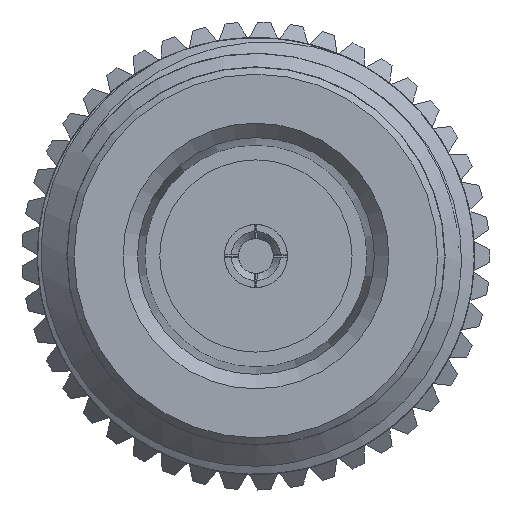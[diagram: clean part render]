
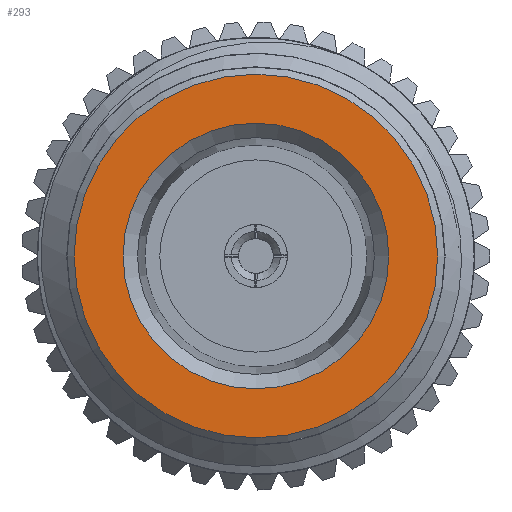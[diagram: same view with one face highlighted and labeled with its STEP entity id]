
A CAD part, left-side view. The second image highlights one B-rep face of the part: STEP entity #293.
In plain terms, the highlighted planar face has unit normal (-1, 0, 0).
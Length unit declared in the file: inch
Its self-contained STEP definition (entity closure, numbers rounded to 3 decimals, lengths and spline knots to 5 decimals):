
#293 = ADVANCED_FACE ( 'NONE', ( #4494, #881 ), #4615, .T. ) ;
#598 = DIRECTION ( 'NONE',  ( 1., 0., 0. ) ) ;
#881 = FACE_OUTER_BOUND ( 'NONE', #5128, .T. ) ;
#2008 = VERTEX_POINT ( 'NONE', #2599 ) ;
#2253 = EDGE_CURVE ( 'NONE', #2008, #2008, #2722, .T. ) ;
#2541 = CARTESIAN_POINT ( 'NONE',  ( 0., 0., 0. ) ) ;
#2599 = CARTESIAN_POINT ( 'NONE',  ( 0., 0., -0.26 ) ) ;
#2722 = CIRCLE ( 'NONE', #7141, 0.26 ) ;
#2970 = AXIS2_PLACEMENT_3D ( 'NONE', #3927, #4964, #4579 ) ;
#3006 = ORIENTED_EDGE ( 'NONE', *, *, #2253, .F. ) ;
#3030 = DIRECTION ( 'NONE',  ( 0., 0., 1. ) ) ;
#3212 = EDGE_LOOP ( 'NONE', ( #4954 ) ) ;
#3635 = CARTESIAN_POINT ( 'NONE',  ( 0., 0., 0. ) ) ;
#3927 = CARTESIAN_POINT ( 'NONE',  ( 0., 0., 0. ) ) ;
#4093 = VERTEX_POINT ( 'NONE', #5265 ) ;
#4494 = FACE_BOUND ( 'NONE', #3212, .T. ) ;
#4579 = DIRECTION ( 'NONE',  ( 0., 0., 1. ) ) ;
#4615 = PLANE ( 'NONE',  #2970 ) ;
#4954 = ORIENTED_EDGE ( 'NONE', *, *, #7570, .T. ) ;
#4964 = DIRECTION ( 'NONE',  ( -1., 0., 0. ) ) ;
#5128 = EDGE_LOOP ( 'NONE', ( #3006 ) ) ;
#5265 = CARTESIAN_POINT ( 'NONE',  ( 0., 0., 0.19 ) ) ;
#6352 = DIRECTION ( 'NONE',  ( 1., 0., 0. ) ) ;
#6584 = AXIS2_PLACEMENT_3D ( 'NONE', #3635, #598, #3030 ) ;
#7141 = AXIS2_PLACEMENT_3D ( 'NONE', #2541, #6352, #7608 ) ;
#7570 = EDGE_CURVE ( 'NONE', #4093, #4093, #7883, .T. ) ;
#7608 = DIRECTION ( 'NONE',  ( 0., 0., -1. ) ) ;
#7883 = CIRCLE ( 'NONE', #6584, 0.19 ) ;
